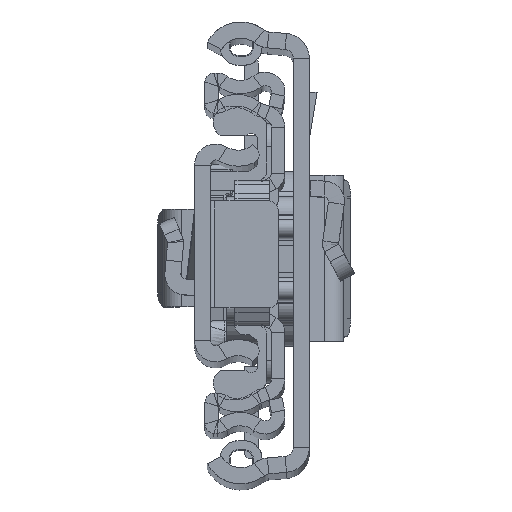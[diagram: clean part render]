
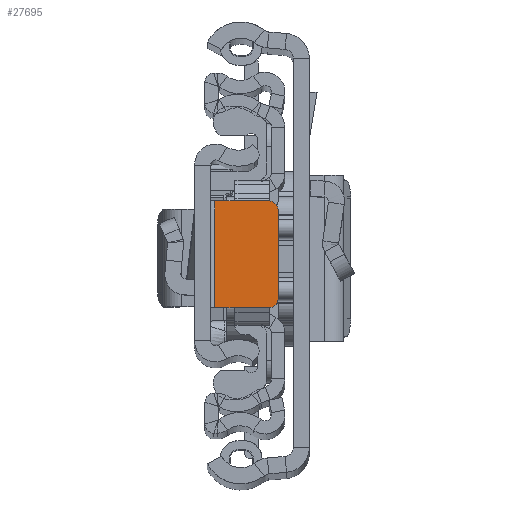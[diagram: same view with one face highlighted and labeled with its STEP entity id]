
A CAD part, top view. The second image highlights one B-rep face of the part: STEP entity #27695.
In plain terms, the highlighted planar face has unit normal (0, 0, 1).
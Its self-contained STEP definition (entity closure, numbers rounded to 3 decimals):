
#660 = VECTOR ( 'NONE', #9719, 1000. ) ;
#1063 = EDGE_CURVE ( 'NONE', #10842, #12145, #23855, .T. ) ;
#1414 = CARTESIAN_POINT ( 'NONE',  ( -8.4, 6.151, -6.8 ) ) ;
#2186 = CARTESIAN_POINT ( 'NONE',  ( -9.4, -5.849, -6.8 ) ) ;
#2231 = EDGE_CURVE ( 'NONE', #8905, #28999, #14262, .T. ) ;
#2653 = CIRCLE ( 'NONE', #22032, 1. ) ;
#4315 = EDGE_CURVE ( 'NONE', #8905, #27867, #28145, .T. ) ;
#4460 = DIRECTION ( 'NONE',  ( 0., 0., 1. ) ) ;
#5131 = CARTESIAN_POINT ( 'NONE',  ( -9.4, -4.849, -6.8 ) ) ;
#5287 = DIRECTION ( 'NONE',  ( 0., 1., 0. ) ) ;
#5549 = FACE_OUTER_BOUND ( 'NONE', #6883, .T. ) ;
#6270 = AXIS2_PLACEMENT_3D ( 'NONE', #16781, #14512, #23326 ) ;
#6476 = EDGE_CURVE ( 'NONE', #6611, #28999, #23280, .T. ) ;
#6611 = VERTEX_POINT ( 'NONE', #25670 ) ;
#6883 = EDGE_LOOP ( 'NONE', ( #14929, #7877, #18967, #16370, #13708, #21084 ) ) ;
#7877 = ORIENTED_EDGE ( 'NONE', *, *, #2231, .T. ) ;
#8905 = VERTEX_POINT ( 'NONE', #5131 ) ;
#9458 = CARTESIAN_POINT ( 'NONE',  ( -2.3, 6.151, -6.8 ) ) ;
#9719 = DIRECTION ( 'NONE',  ( 1., 0., 0. ) ) ;
#9965 = CARTESIAN_POINT ( 'NONE',  ( -2.3, 6.151, -6.8 ) ) ;
#10564 = VECTOR ( 'NONE', #5287, 1000. ) ;
#10842 = VERTEX_POINT ( 'NONE', #1414 ) ;
#10956 = CARTESIAN_POINT ( 'NONE',  ( -8.4, -5.849, -6.8 ) ) ;
#11141 = DIRECTION ( 'NONE',  ( 1., 0., 0. ) ) ;
#12145 = VERTEX_POINT ( 'NONE', #9458 ) ;
#13708 = ORIENTED_EDGE ( 'NONE', *, *, #1063, .F. ) ;
#14262 = CIRCLE ( 'NONE', #19592, 1. ) ;
#14512 = DIRECTION ( 'NONE',  ( 0., 0., 1. ) ) ;
#14929 = ORIENTED_EDGE ( 'NONE', *, *, #4315, .F. ) ;
#16370 = ORIENTED_EDGE ( 'NONE', *, *, #22975, .F. ) ;
#16625 = PLANE ( 'NONE',  #6270 ) ;
#16781 = CARTESIAN_POINT ( 'NONE',  ( 0., 0., -6.8 ) ) ;
#18622 = DIRECTION ( 'NONE',  ( 0., 0., 1. ) ) ;
#18967 = ORIENTED_EDGE ( 'NONE', *, *, #6476, .F. ) ;
#19592 = AXIS2_PLACEMENT_3D ( 'NONE', #24797, #4460, #11141 ) ;
#21084 = ORIENTED_EDGE ( 'NONE', *, *, #24521, .T. ) ;
#21410 = CARTESIAN_POINT ( 'NONE',  ( -1.8, 6.151, -6.8 ) ) ;
#22032 = AXIS2_PLACEMENT_3D ( 'NONE', #29665, #18622, #29811 ) ;
#22975 = EDGE_CURVE ( 'NONE', #12145, #6611, #24099, .T. ) ;
#23280 = LINE ( 'NONE', #2186, #23329 ) ;
#23326 = DIRECTION ( 'NONE',  ( 1., 0., 0. ) ) ;
#23329 = VECTOR ( 'NONE', #27780, 1000. ) ;
#23855 = LINE ( 'NONE', #21410, #660 ) ;
#24099 = LINE ( 'NONE', #9965, #29866 ) ;
#24389 = DIRECTION ( 'NONE',  ( 0., -1., 0. ) ) ;
#24521 = EDGE_CURVE ( 'NONE', #10842, #27867, #2653, .T. ) ;
#24666 = CARTESIAN_POINT ( 'NONE',  ( -9.4, 5.151, -6.8 ) ) ;
#24797 = CARTESIAN_POINT ( 'NONE',  ( -8.4, -4.849, -6.8 ) ) ;
#25670 = CARTESIAN_POINT ( 'NONE',  ( -2.3, -5.849, -6.8 ) ) ;
#27695 = ADVANCED_FACE ( 'NONE', ( #5549 ), #16625, .T. ) ;
#27780 = DIRECTION ( 'NONE',  ( -1., 0., 0. ) ) ;
#27867 = VERTEX_POINT ( 'NONE', #24666 ) ;
#28004 = CARTESIAN_POINT ( 'NONE',  ( -9.4, 6.151, -6.8 ) ) ;
#28145 = LINE ( 'NONE', #28004, #10564 ) ;
#28999 = VERTEX_POINT ( 'NONE', #10956 ) ;
#29665 = CARTESIAN_POINT ( 'NONE',  ( -8.4, 5.151, -6.8 ) ) ;
#29811 = DIRECTION ( 'NONE',  ( 1., 0., 0. ) ) ;
#29866 = VECTOR ( 'NONE', #24389, 1000. ) ;
